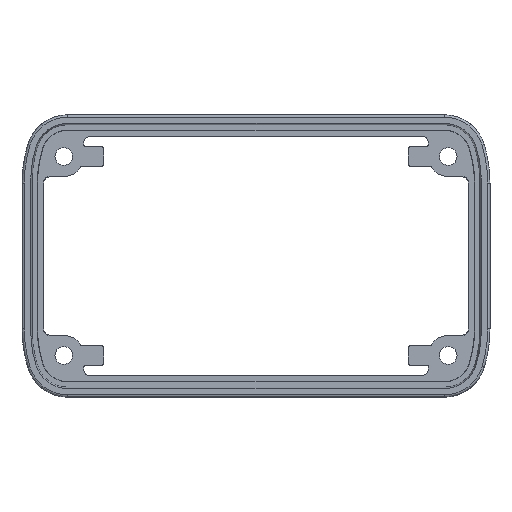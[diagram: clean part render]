
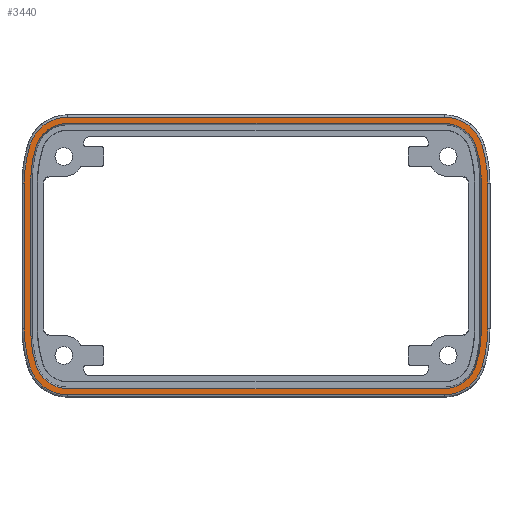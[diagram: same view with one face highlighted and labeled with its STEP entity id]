
A CAD part, top view. The second image highlights one B-rep face of the part: STEP entity #3440.
In plain terms, the highlighted planar face has unit normal (0, 0, 1).
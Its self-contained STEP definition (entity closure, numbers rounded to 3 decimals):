
#57=FACE_BOUND('',#587,.T.);
#97=PLANE('',#3786);
#364=FACE_OUTER_BOUND('',#586,.T.);
#586=EDGE_LOOP('',(#2783,#2784,#2785,#2786,#2787,#2788,#2789,#2790,#2791,
#2792,#2793,#2794));
#587=EDGE_LOOP('',(#2795,#2796,#2797,#2798,#2799,#2800,#2801,#2802,#2803,
#2804,#2805,#2806));
#833=LINE('',#6097,#1080);
#835=LINE('',#6115,#1082);
#837=LINE('',#6133,#1084);
#838=LINE('',#6147,#1085);
#849=LINE('',#6182,#1096);
#850=LINE('',#6188,#1097);
#851=LINE('',#6194,#1098);
#852=LINE('',#6199,#1099);
#1080=VECTOR('',#4507,10.);
#1082=VECTOR('',#4529,10.);
#1084=VECTOR('',#4551,10.);
#1085=VECTOR('',#4570,10.);
#1096=VECTOR('',#4607,10.);
#1097=VECTOR('',#4612,10.);
#1098=VECTOR('',#4617,10.);
#1099=VECTOR('',#4622,10.);
#1291=CIRCLE('',#3738,5.951);
#1296=CIRCLE('',#3744,19.951);
#1300=CIRCLE('',#3750,19.951);
#1303=CIRCLE('',#3754,5.951);
#1307=CIRCLE('',#3760,5.951);
#1310=CIRCLE('',#3764,19.951);
#1314=CIRCLE('',#3770,19.951);
#1317=CIRCLE('',#3774,5.951);
#1322=CIRCLE('',#3787,5.);
#1323=CIRCLE('',#3788,19.);
#1324=CIRCLE('',#3789,19.);
#1325=CIRCLE('',#3790,5.);
#1326=CIRCLE('',#3791,5.);
#1327=CIRCLE('',#3792,19.);
#1328=CIRCLE('',#3793,19.);
#1329=CIRCLE('',#3794,5.);
#1608=VERTEX_POINT('',#6079);
#1609=VERTEX_POINT('',#6081);
#1611=VERTEX_POINT('',#6087);
#1613=VERTEX_POINT('',#6093);
#1615=VERTEX_POINT('',#6099);
#1617=VERTEX_POINT('',#6105);
#1619=VERTEX_POINT('',#6111);
#1621=VERTEX_POINT('',#6117);
#1623=VERTEX_POINT('',#6123);
#1625=VERTEX_POINT('',#6129);
#1627=VERTEX_POINT('',#6135);
#1629=VERTEX_POINT('',#6141);
#1638=VERTEX_POINT('',#6176);
#1639=VERTEX_POINT('',#6177);
#1640=VERTEX_POINT('',#6179);
#1641=VERTEX_POINT('',#6181);
#1642=VERTEX_POINT('',#6183);
#1643=VERTEX_POINT('',#6185);
#1644=VERTEX_POINT('',#6187);
#1645=VERTEX_POINT('',#6189);
#1646=VERTEX_POINT('',#6191);
#1647=VERTEX_POINT('',#6193);
#1648=VERTEX_POINT('',#6195);
#1649=VERTEX_POINT('',#6197);
#2007=EDGE_CURVE('',#1608,#1609,#1291,.T.);
#2012=EDGE_CURVE('',#1609,#1611,#1296,.T.);
#2015=EDGE_CURVE('',#1611,#1613,#833,.T.);
#2018=EDGE_CURVE('',#1613,#1615,#1300,.T.);
#2021=EDGE_CURVE('',#1615,#1617,#1303,.T.);
#2024=EDGE_CURVE('',#1617,#1619,#835,.T.);
#2027=EDGE_CURVE('',#1619,#1621,#1307,.T.);
#2030=EDGE_CURVE('',#1621,#1623,#1310,.T.);
#2033=EDGE_CURVE('',#1623,#1625,#837,.T.);
#2036=EDGE_CURVE('',#1625,#1627,#1314,.T.);
#2039=EDGE_CURVE('',#1627,#1629,#1317,.T.);
#2040=EDGE_CURVE('',#1629,#1608,#838,.T.);
#2055=EDGE_CURVE('',#1638,#1639,#1322,.T.);
#2056=EDGE_CURVE('',#1639,#1640,#1323,.T.);
#2057=EDGE_CURVE('',#1640,#1641,#849,.T.);
#2058=EDGE_CURVE('',#1641,#1642,#1324,.T.);
#2059=EDGE_CURVE('',#1642,#1643,#1325,.T.);
#2060=EDGE_CURVE('',#1643,#1644,#850,.T.);
#2061=EDGE_CURVE('',#1644,#1645,#1326,.T.);
#2062=EDGE_CURVE('',#1645,#1646,#1327,.T.);
#2063=EDGE_CURVE('',#1646,#1647,#851,.T.);
#2064=EDGE_CURVE('',#1647,#1648,#1328,.T.);
#2065=EDGE_CURVE('',#1648,#1649,#1329,.T.);
#2066=EDGE_CURVE('',#1649,#1638,#852,.T.);
#2783=ORIENTED_EDGE('',*,*,#2007,.F.);
#2784=ORIENTED_EDGE('',*,*,#2040,.F.);
#2785=ORIENTED_EDGE('',*,*,#2039,.F.);
#2786=ORIENTED_EDGE('',*,*,#2036,.F.);
#2787=ORIENTED_EDGE('',*,*,#2033,.F.);
#2788=ORIENTED_EDGE('',*,*,#2030,.F.);
#2789=ORIENTED_EDGE('',*,*,#2027,.F.);
#2790=ORIENTED_EDGE('',*,*,#2024,.F.);
#2791=ORIENTED_EDGE('',*,*,#2021,.F.);
#2792=ORIENTED_EDGE('',*,*,#2018,.F.);
#2793=ORIENTED_EDGE('',*,*,#2015,.F.);
#2794=ORIENTED_EDGE('',*,*,#2012,.F.);
#2795=ORIENTED_EDGE('',*,*,#2055,.T.);
#2796=ORIENTED_EDGE('',*,*,#2056,.T.);
#2797=ORIENTED_EDGE('',*,*,#2057,.T.);
#2798=ORIENTED_EDGE('',*,*,#2058,.T.);
#2799=ORIENTED_EDGE('',*,*,#2059,.T.);
#2800=ORIENTED_EDGE('',*,*,#2060,.T.);
#2801=ORIENTED_EDGE('',*,*,#2061,.T.);
#2802=ORIENTED_EDGE('',*,*,#2062,.T.);
#2803=ORIENTED_EDGE('',*,*,#2063,.T.);
#2804=ORIENTED_EDGE('',*,*,#2064,.T.);
#2805=ORIENTED_EDGE('',*,*,#2065,.T.);
#2806=ORIENTED_EDGE('',*,*,#2066,.T.);
#3440=ADVANCED_FACE('',(#364,#57),#97,.T.);
#3738=AXIS2_PLACEMENT_3D('',#6082,#4488,#4489);
#3744=AXIS2_PLACEMENT_3D('',#6091,#4500,#4501);
#3750=AXIS2_PLACEMENT_3D('',#6103,#4514,#4515);
#3754=AXIS2_PLACEMENT_3D('',#6109,#4522,#4523);
#3760=AXIS2_PLACEMENT_3D('',#6121,#4536,#4537);
#3764=AXIS2_PLACEMENT_3D('',#6127,#4544,#4545);
#3770=AXIS2_PLACEMENT_3D('',#6139,#4558,#4559);
#3774=AXIS2_PLACEMENT_3D('',#6145,#4566,#4567);
#3786=AXIS2_PLACEMENT_3D('',#6175,#4601,#4602);
#3787=AXIS2_PLACEMENT_3D('',#6178,#4603,#4604);
#3788=AXIS2_PLACEMENT_3D('',#6180,#4605,#4606);
#3789=AXIS2_PLACEMENT_3D('',#6184,#4608,#4609);
#3790=AXIS2_PLACEMENT_3D('',#6186,#4610,#4611);
#3791=AXIS2_PLACEMENT_3D('',#6190,#4613,#4614);
#3792=AXIS2_PLACEMENT_3D('',#6192,#4615,#4616);
#3793=AXIS2_PLACEMENT_3D('',#6196,#4618,#4619);
#3794=AXIS2_PLACEMENT_3D('',#6198,#4620,#4621);
#4488=DIRECTION('center_axis',(0.,0.,-1.));
#4489=DIRECTION('ref_axis',(0.598,0.802,0.));
#4500=DIRECTION('center_axis',(0.,0.,-1.));
#4501=DIRECTION('ref_axis',(0.99,0.144,0.));
#4507=DIRECTION('',(0.,-1.,0.));
#4514=DIRECTION('center_axis',(0.,0.,-1.));
#4515=DIRECTION('ref_axis',(0.99,-0.144,0.));
#4522=DIRECTION('center_axis',(0.,0.,-1.));
#4523=DIRECTION('ref_axis',(0.598,-0.802,0.));
#4529=DIRECTION('',(-1.,0.,0.));
#4536=DIRECTION('center_axis',(0.,0.,-1.));
#4537=DIRECTION('ref_axis',(-0.598,-0.802,0.));
#4544=DIRECTION('center_axis',(0.,0.,-1.));
#4545=DIRECTION('ref_axis',(-0.99,-0.144,0.));
#4551=DIRECTION('',(0.,1.,0.));
#4558=DIRECTION('center_axis',(0.,0.,-1.));
#4559=DIRECTION('ref_axis',(-0.99,0.144,0.));
#4566=DIRECTION('center_axis',(0.,0.,-1.));
#4567=DIRECTION('ref_axis',(-0.598,0.802,0.));
#4570=DIRECTION('',(1.,0.,0.));
#4601=DIRECTION('center_axis',(0.,0.,1.));
#4602=DIRECTION('ref_axis',(1.,0.,0.));
#4603=DIRECTION('center_axis',(0.,0.,-1.));
#4604=DIRECTION('ref_axis',(-0.598,-0.802,0.));
#4605=DIRECTION('center_axis',(0.,0.,-1.));
#4606=DIRECTION('ref_axis',(0.862,0.507,0.));
#4607=DIRECTION('',(0.,-1.,0.));
#4608=DIRECTION('center_axis',(0.,0.,-1.));
#4609=DIRECTION('ref_axis',(0.862,-0.507,0.));
#4610=DIRECTION('center_axis',(0.,0.,-1.));
#4611=DIRECTION('ref_axis',(-0.598,0.802,0.));
#4612=DIRECTION('',(-1.,0.,0.));
#4613=DIRECTION('center_axis',(0.,0.,-1.));
#4614=DIRECTION('ref_axis',(0.598,0.802,0.));
#4615=DIRECTION('center_axis',(0.,0.,-1.));
#4616=DIRECTION('ref_axis',(-0.862,-0.507,0.));
#4617=DIRECTION('',(0.,1.,0.));
#4618=DIRECTION('center_axis',(0.,0.,-1.));
#4619=DIRECTION('ref_axis',(-0.862,0.507,0.));
#4620=DIRECTION('center_axis',(0.,0.,-1.));
#4621=DIRECTION('ref_axis',(0.598,-0.802,0.));
#4622=DIRECTION('',(1.,0.,0.));
#6079=CARTESIAN_POINT('',(28.416,20.951,2.));
#6081=CARTESIAN_POINT('',(34.119,16.7,2.));
#6082=CARTESIAN_POINT('Origin',(28.416,15.,2.));
#6087=CARTESIAN_POINT('',(34.951,11.,2.));
#6091=CARTESIAN_POINT('Origin',(15.,11.,2.));
#6093=CARTESIAN_POINT('',(34.951,-11.,2.));
#6097=CARTESIAN_POINT('',(34.951,-10.65,2.));
#6099=CARTESIAN_POINT('',(34.119,-16.7,2.));
#6103=CARTESIAN_POINT('Origin',(15.,-11.,2.));
#6105=CARTESIAN_POINT('',(28.416,-20.951,2.));
#6109=CARTESIAN_POINT('Origin',(28.416,-15.,2.));
#6111=CARTESIAN_POINT('',(-28.416,-20.951,2.));
#6115=CARTESIAN_POINT('',(-17.65,-20.951,2.));
#6117=CARTESIAN_POINT('',(-34.119,-16.7,2.));
#6121=CARTESIAN_POINT('Origin',(-28.416,-15.,2.));
#6123=CARTESIAN_POINT('',(-34.951,-11.,2.));
#6127=CARTESIAN_POINT('Origin',(-15.,-11.,2.));
#6129=CARTESIAN_POINT('',(-34.951,11.,2.));
#6133=CARTESIAN_POINT('',(-34.951,10.65,2.));
#6135=CARTESIAN_POINT('',(-34.119,16.7,2.));
#6139=CARTESIAN_POINT('Origin',(-15.,11.,2.));
#6141=CARTESIAN_POINT('',(-28.416,20.951,2.));
#6145=CARTESIAN_POINT('Origin',(-28.416,15.,2.));
#6147=CARTESIAN_POINT('',(17.65,20.951,2.));
#6175=CARTESIAN_POINT('Origin',(0.,0.,2.));
#6176=CARTESIAN_POINT('',(28.416,20.,2.));
#6177=CARTESIAN_POINT('',(33.208,16.429,2.));
#6178=CARTESIAN_POINT('Origin',(28.416,15.,2.));
#6179=CARTESIAN_POINT('',(34.,11.,2.));
#6180=CARTESIAN_POINT('Origin',(15.,11.,2.));
#6181=CARTESIAN_POINT('',(34.,-11.,2.));
#6182=CARTESIAN_POINT('',(34.,-5.5,2.));
#6183=CARTESIAN_POINT('',(33.208,-16.429,2.));
#6184=CARTESIAN_POINT('Origin',(15.,-11.,2.));
#6185=CARTESIAN_POINT('',(28.416,-20.,2.));
#6186=CARTESIAN_POINT('Origin',(28.416,-15.,2.));
#6187=CARTESIAN_POINT('',(-28.416,-20.,2.));
#6188=CARTESIAN_POINT('',(-14.208,-20.,2.));
#6189=CARTESIAN_POINT('',(-33.208,-16.429,2.));
#6190=CARTESIAN_POINT('Origin',(-28.416,-15.,2.));
#6191=CARTESIAN_POINT('',(-34.,-11.,2.));
#6192=CARTESIAN_POINT('Origin',(-15.,-11.,2.));
#6193=CARTESIAN_POINT('',(-34.,11.,2.));
#6194=CARTESIAN_POINT('',(-34.,5.5,2.));
#6195=CARTESIAN_POINT('',(-33.208,16.429,2.));
#6196=CARTESIAN_POINT('Origin',(-15.,11.,2.));
#6197=CARTESIAN_POINT('',(-28.416,20.,2.));
#6198=CARTESIAN_POINT('Origin',(-28.416,15.,2.));
#6199=CARTESIAN_POINT('',(14.208,20.,2.));
